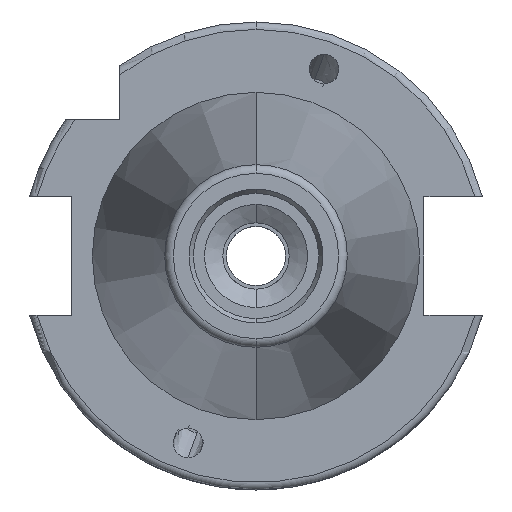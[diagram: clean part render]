
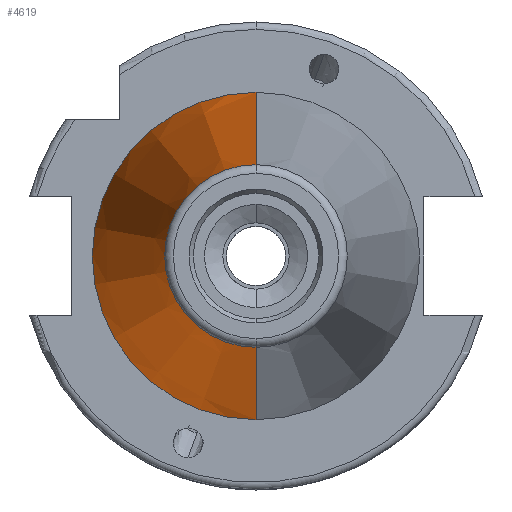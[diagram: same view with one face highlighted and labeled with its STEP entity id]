
A CAD part, left-side view. The second image highlights one B-rep face of the part: STEP entity #4619.
In plain terms, the highlighted conical face has half-angle 8.297 degrees and reference radius 22.225 mm.
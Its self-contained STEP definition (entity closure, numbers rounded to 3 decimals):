
#378 = CONICAL_SURFACE ( 'NONE', #6326, 22.225, 0.145 ) ;
#428 = VERTEX_POINT ( 'NONE', #4107 ) ;
#452 = DIRECTION ( 'NONE',  ( -1., 0., 0. ) ) ;
#455 = ORIENTED_EDGE ( 'NONE', *, *, #6923, .T. ) ;
#575 = CIRCLE ( 'NONE', #3042, 12.4 ) ;
#629 = CARTESIAN_POINT ( 'NONE',  ( 0., -22.225, 0. ) ) ;
#633 = EDGE_CURVE ( 'NONE', #3502, #1108, #575, .T. ) ;
#781 = DIRECTION ( 'NONE',  ( 0.99, -0.144, 0. ) ) ;
#812 = CARTESIAN_POINT ( 'NONE',  ( -67.373, -12.4, 0. ) ) ;
#836 = EDGE_CURVE ( 'NONE', #6341, #428, #7821, .T. ) ;
#1108 = VERTEX_POINT ( 'NONE', #4346 ) ;
#1352 = DIRECTION ( 'NONE',  ( 0., -1., 0. ) ) ;
#1387 = VECTOR ( 'NONE', #781, 1000. ) ;
#1489 = ORIENTED_EDGE ( 'NONE', *, *, #836, .T. ) ;
#3042 = AXIS2_PLACEMENT_3D ( 'NONE', #10011, #452, #1352 ) ;
#3135 = EDGE_CURVE ( 'NONE', #1108, #428, #9813, .T. ) ;
#3502 = VERTEX_POINT ( 'NONE', #812 ) ;
#3830 = LINE ( 'NONE', #629, #1387 ) ;
#4107 = CARTESIAN_POINT ( 'NONE',  ( 0., 22.225, 0. ) ) ;
#4346 = CARTESIAN_POINT ( 'NONE',  ( -67.373, 12.4, 0. ) ) ;
#4619 = ADVANCED_FACE ( 'NONE', ( #5889 ), #378, .T. ) ;
#4915 = CARTESIAN_POINT ( 'NONE',  ( 0., 0., 0. ) ) ;
#5082 = DIRECTION ( 'NONE',  ( -1., 0., 0. ) ) ;
#5216 = CARTESIAN_POINT ( 'NONE',  ( 0., 0., 0. ) ) ;
#5889 = FACE_OUTER_BOUND ( 'NONE', #8049, .T. ) ;
#6102 = CARTESIAN_POINT ( 'NONE',  ( 0., -22.225, 0. ) ) ;
#6326 = AXIS2_PLACEMENT_3D ( 'NONE', #5216, #8316, #6879 ) ;
#6341 = VERTEX_POINT ( 'NONE', #6102 ) ;
#6862 = CARTESIAN_POINT ( 'NONE',  ( 0., 22.225, 0. ) ) ;
#6879 = DIRECTION ( 'NONE',  ( 0., 1., 0. ) ) ;
#6923 = EDGE_CURVE ( 'NONE', #3502, #6341, #3830, .T. ) ;
#7406 = DIRECTION ( 'NONE',  ( 0., -1., 0. ) ) ;
#7821 = CIRCLE ( 'NONE', #8979, 22.225 ) ;
#8049 = EDGE_LOOP ( 'NONE', ( #8692, #455, #1489, #8436 ) ) ;
#8316 = DIRECTION ( 'NONE',  ( 1., 0., 0. ) ) ;
#8377 = VECTOR ( 'NONE', #10004, 1000. ) ;
#8436 = ORIENTED_EDGE ( 'NONE', *, *, #3135, .F. ) ;
#8692 = ORIENTED_EDGE ( 'NONE', *, *, #633, .F. ) ;
#8979 = AXIS2_PLACEMENT_3D ( 'NONE', #4915, #5082, #7406 ) ;
#9813 = LINE ( 'NONE', #6862, #8377 ) ;
#10004 = DIRECTION ( 'NONE',  ( 0.99, 0.144, 0. ) ) ;
#10011 = CARTESIAN_POINT ( 'NONE',  ( -67.373, 0., 0. ) ) ;
